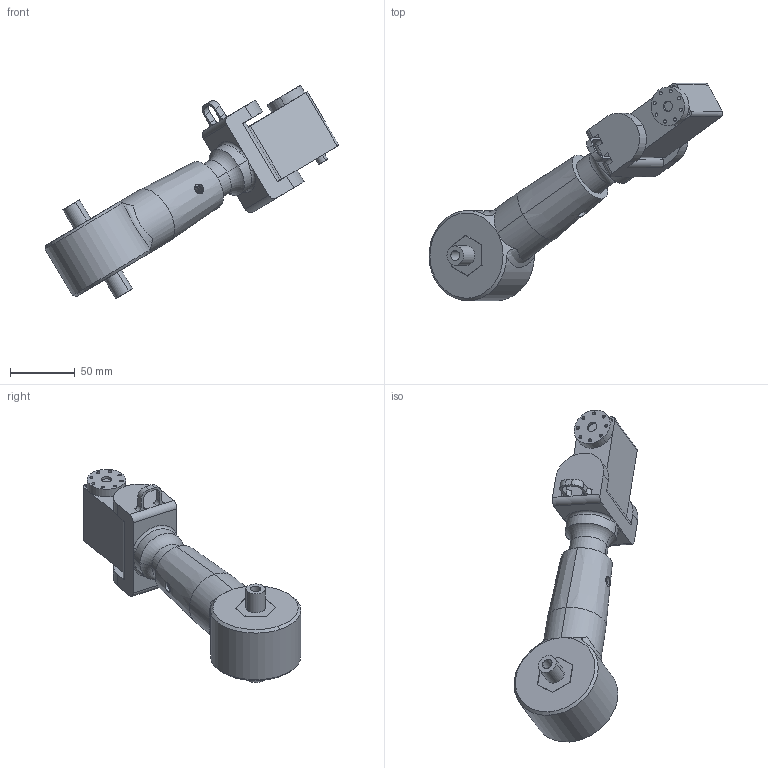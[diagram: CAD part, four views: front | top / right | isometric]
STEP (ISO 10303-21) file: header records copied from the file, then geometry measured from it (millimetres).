
FILE_DESCRIPTION (( 'STEP AP203' ), '1' );
FILE_NAME ('new_shoulder_link_Default_sldprt.STEP', '2025-02-18T11:27:00', ( '' ), ( '' ), 'SwSTEP 2.0', 'SolidWorks 2024', '' );
FILE_SCHEMA (( 'CONFIG_CONTROL_DESIGN' ));
Length unit declared in the file: millimetre
Products named in the file (1): new_shoulder_link_Default_sldprt
Bounding box: 227.65 x 168.48 x 165.14 mm (x, y, z)
Volume: 463716.7 mm3; surface area: 91481 mm2
Topology: 5 solids, 6 shells, 160 faces, 422 edges, 264 vertices
Faces by surface type: cylinder 89, plane 53, cone 8, bspline 6, torus 4
Entity records: 6728 total; most frequent: CARTESIAN_POINT 2620, DIRECTION 840, ORIENTED_EDGE 836, EDGE_CURVE 418, AXIS2_PLACEMENT_3D 317, VERTEX_POINT 264, LINE 206, VECTOR 206
